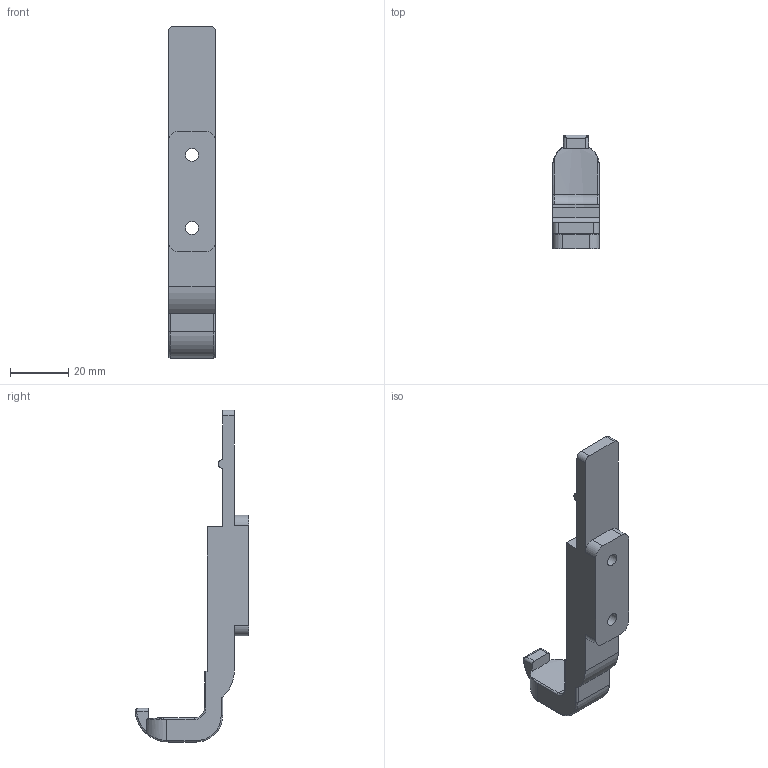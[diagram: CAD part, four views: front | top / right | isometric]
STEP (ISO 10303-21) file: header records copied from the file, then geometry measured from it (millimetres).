
FILE_DESCRIPTION(/* description */ (''),/* implementation_level */ '2;1');
FILE_NAME(/* name */ 'lower hook.step',/* time_stamp */ '2020-10-20T13:21:39-04:00',/* author */ (''),/* organization */ (''),/* preprocessor_version */ 'ST-DEVELOPER v18.1',/* originating_system */ 'Autodesk Translation Framework v9.3.0.1241',/* authorisation */ '');
FILE_SCHEMA (('AUTOMOTIVE_DESIGN { 1 0 10303 214 3 1 1 }'));
Length unit declared in the file: millimetre
Products named in the file (1): lower hook
Bounding box: 16 x 38.97 x 113.55 mm (x, y, z)
Volume: 17742.8 mm3; surface area: 7252.7 mm2
Topology: 1 solids, 1 shells, 65 faces, 173 edges, 108 vertices
Faces by surface type: cylinder 29, plane 21, bspline 8, torus 7
Full cylindrical faces by diameter (mm): 4.4 x2
Entity records: 2335 total; most frequent: CARTESIAN_POINT 694, ORIENTED_EDGE 342, DIRECTION 332, EDGE_CURVE 171, AXIS2_PLACEMENT_3D 125, VERTEX_POINT 108, LINE 82, VECTOR 82
